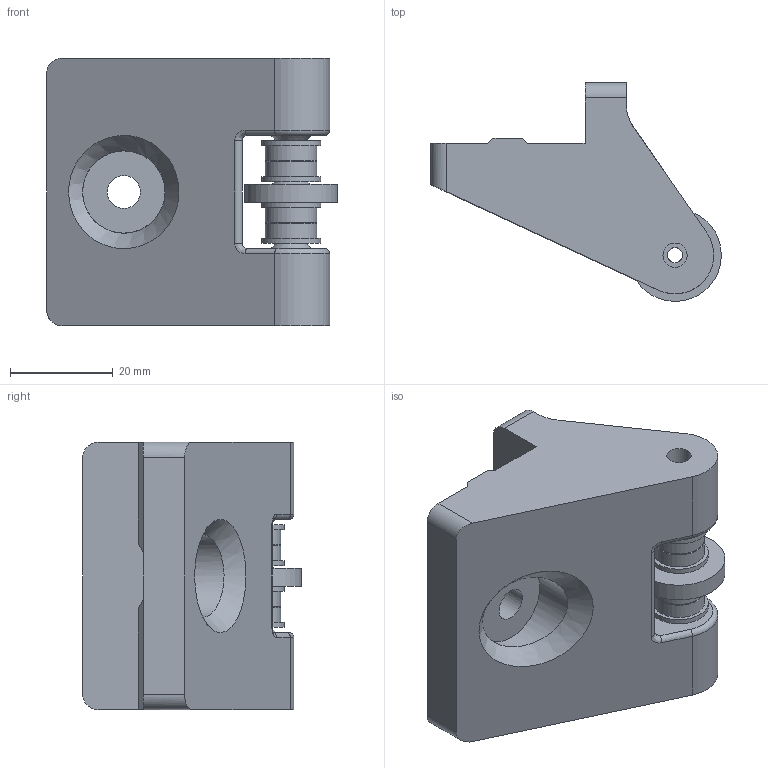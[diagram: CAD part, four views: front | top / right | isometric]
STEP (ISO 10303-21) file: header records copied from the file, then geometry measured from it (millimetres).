
FILE_DESCRIPTION(/* description */ (''),/* implementation_level */ '2;1');
FILE_NAME(/* name */ 'XY Idler Mount Right outside v14.step',/* time_stamp */ '2020-10-20T11:30:43+02:00',/* author */ (''),/* organization */ (''),/* preprocessor_version */ 'ST-DEVELOPER v18.1',/* originating_system */ 'Autodesk Translation Framework v9.3.0.1241',/* authorisation */ '');
FILE_SCHEMA (('AUTOMOTIVE_DESIGN { 1 0 10303 214 3 1 1 }'));
Length unit declared in the file: millimetre
Products named in the file (2): XY Idler Mount Right outside; F623ZZ
Assembly tree (4 placements, depth 2):
  XY Idler Mount Right outside
    F623ZZ  x4
Bounding box: 56.5 x 42.5 x 52 mm (x, y, z)
Volume: 48746 mm3; surface area: 13530.6 mm2
Topology: 6 solids, 6 shells, 93 faces, 196 edges, 123 vertices
Faces by surface type: plane 40, cylinder 35, cone 8, bspline 7, torus 3
Full cylindrical faces by diameter (mm): 3 x7, 4.7 x2, 6.4 x1, 10 x4, 11.5 x4, 16 x1, 18 x1
Entity records: 2452 total; most frequent: CARTESIAN_POINT 730, DIRECTION 358, ORIENTED_EDGE 322, EDGE_CURVE 161, AXIS2_PLACEMENT_3D 138, VERTEX_POINT 102, EDGE_LOOP 89, LINE 82
